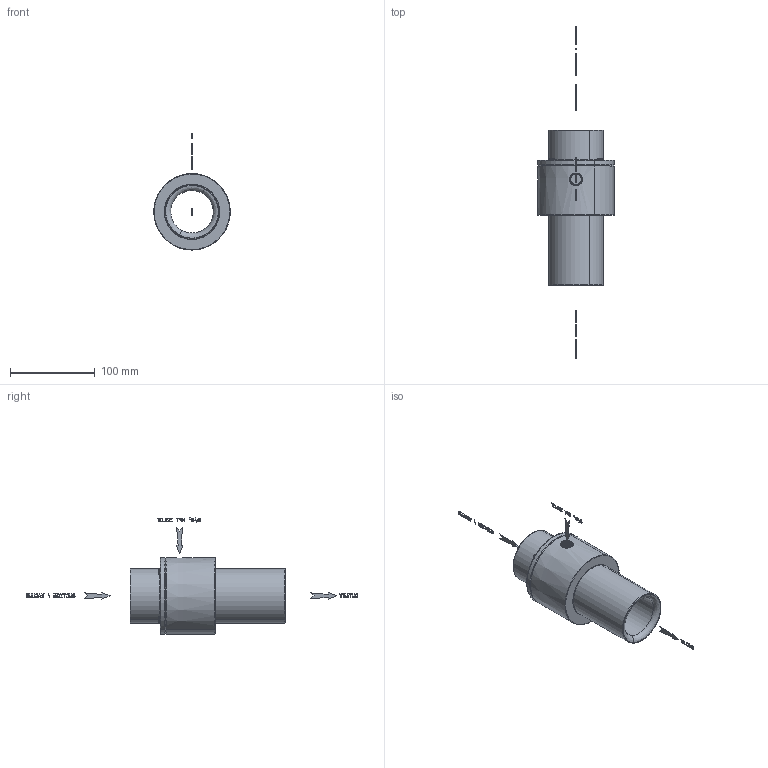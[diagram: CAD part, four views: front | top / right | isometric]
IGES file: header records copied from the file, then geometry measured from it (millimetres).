
Start section: START RECORD GO HERE.
Global section: file name: XSPC-50.igs; native system: DASSAULT SYSTEMES CATIA V5 R20 - www.3ds.com; preprocessor: CATIA Version 5 Release 20 ; author: DRAFTMAN; organization: KJNDESGN; date: 20150121.103638; units: millimetre
Bounding box: 90 x 390.71 x 136.63 mm (x, y, z)
Surface area: 81670.9 mm2 (no closed solid volume)
Topology: 0 solids, 0 shells, 1108 faces, 5830 edges, 5828 vertices
Faces by surface type: plane 1022, revolution 50, bspline 36
